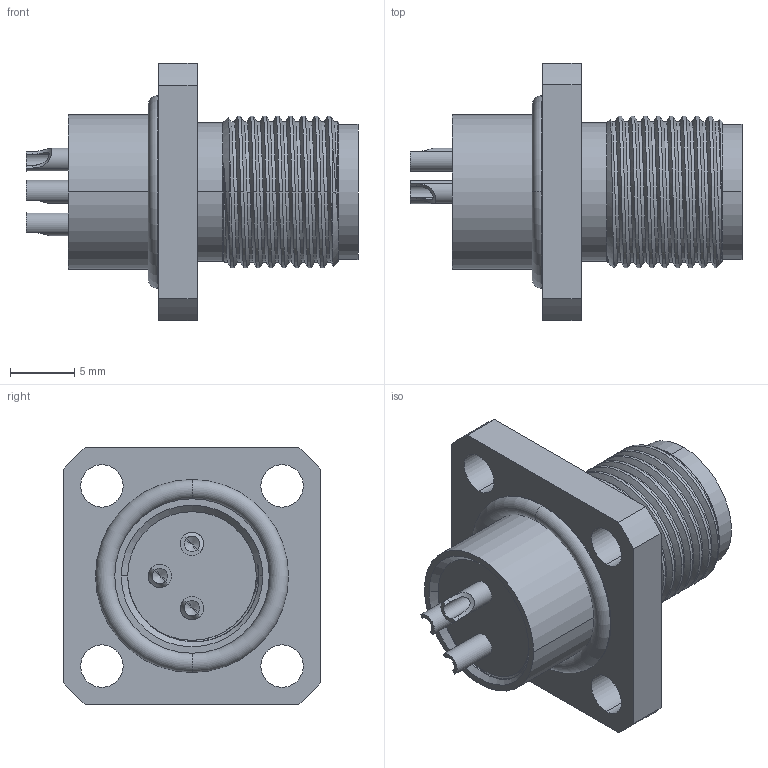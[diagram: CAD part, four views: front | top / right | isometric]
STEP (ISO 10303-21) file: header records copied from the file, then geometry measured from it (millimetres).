
FILE_DESCRIPTION (( 'STEP AP203' ), '1' );
FILE_NAME ('55-00460.STEP', '2025-03-18T16:55:53', ( '' ), ( '' ), 'SwSTEP 2.0', 'SolidWorks 2021', '' );
FILE_SCHEMA (( 'CONFIG_CONTROL_DESIGN' ));
Length unit declared in the file: millimetre
Products named in the file (6): 55-00460-04___; 55-00460-02; 55-00460-03___; 55-00460; 55-00460-03L___; 55-00460-01___
Assembly tree (6 placements, depth 2):
  55-00460
    55-00460-01___
    55-00460-02
    55-00460-03___  x2
    55-00460-04___
    55-00460-03L___
Bounding box: 25.8 x 20 x 20 mm (x, y, z)
Volume: 2590.6 mm3; surface area: 4936.9 mm2
Topology: 7 solids, 7 shells, 275 faces, 671 edges, 422 vertices
Faces by surface type: cylinder 157, plane 59, cone 25, torus 22, bspline 6, sphere 6
Entity records: 10398 total; most frequent: CARTESIAN_POINT 4127, DIRECTION 1198, ORIENTED_EDGE 1186, EDGE_CURVE 593, AXIS2_PLACEMENT_3D 484, VERTEX_POINT 382, EDGE_LOOP 287, ADVANCED_FACE 243
